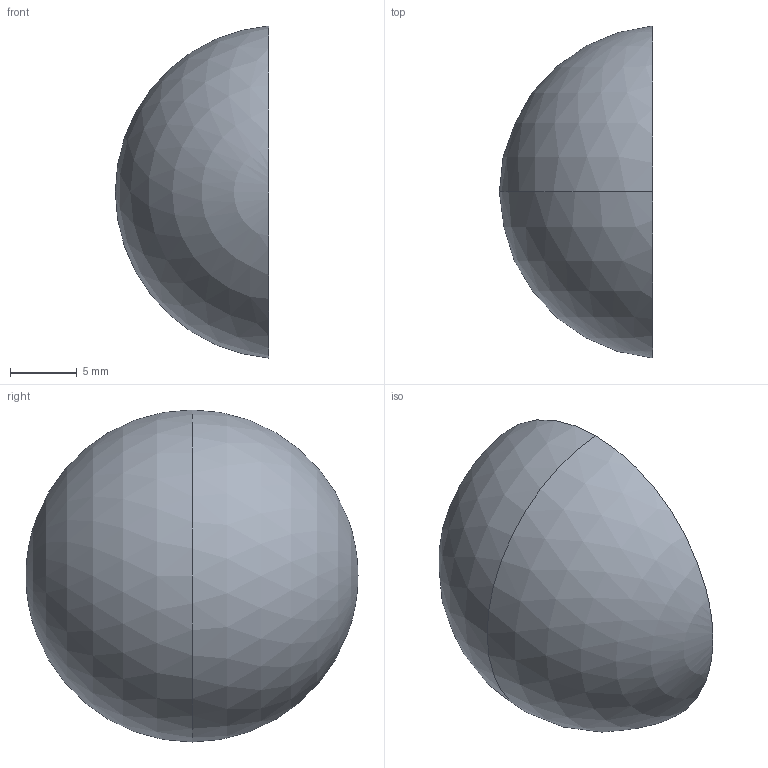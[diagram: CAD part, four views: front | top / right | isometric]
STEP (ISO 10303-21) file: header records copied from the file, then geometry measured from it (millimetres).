
FILE_DESCRIPTION (( 'STEP AP214' ), '1' );
FILE_NAME ('197539.STEP', '2019-07-23T02:02:51', ( 'user' ), ( '微软中国' ), 'SwSTEP 2.0', 'SolidWorks 2016', '' );
FILE_SCHEMA (( 'AUTOMOTIVE_DESIGN' ));
Length unit declared in the file: millimetre
Products named in the file (1): 197539
Bounding box: 11.5 x 24.92 x 24.92 mm (x, y, z)
Volume: 829.7 mm3; surface area: 1737.1 mm2
Topology: 1 solids, 1 shells, 5 faces, 8 edges, 6 vertices
Faces by surface type: sphere 4, plane 1
Entity records: 160 total; most frequent: DIRECTION 28, CARTESIAN_POINT 20, ORIENTED_EDGE 16, AXIS2_PLACEMENT_3D 14, CIRCLE 8, EDGE_CURVE 8, EDGE_LOOP 6, VERTEX_POINT 6
